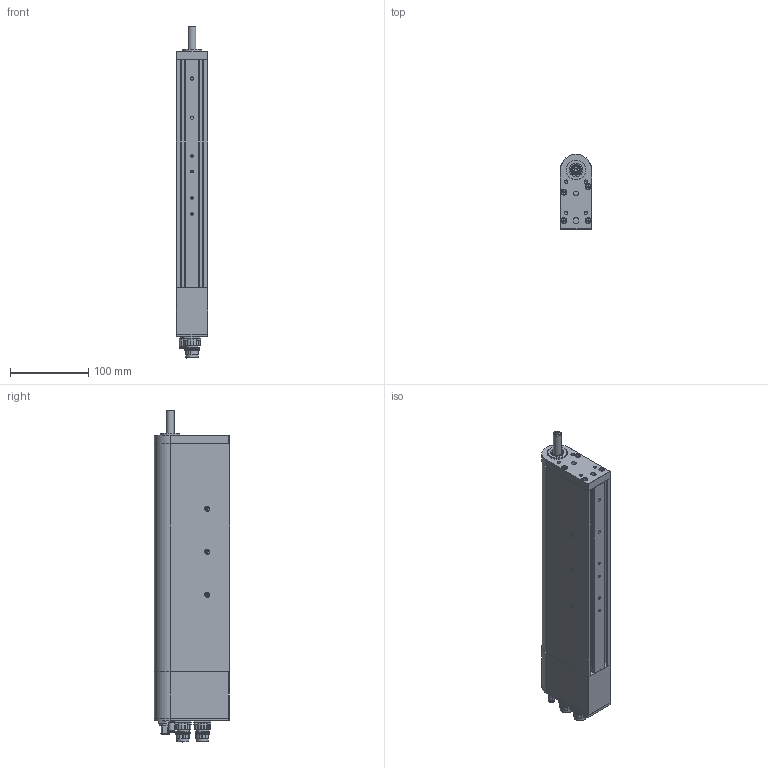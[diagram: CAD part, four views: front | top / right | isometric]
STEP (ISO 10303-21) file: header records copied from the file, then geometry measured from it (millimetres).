
FILE_DESCRIPTION (( 'STEP AP214' ), '1' );
FILE_NAME ('0186-2265_241029_PR02-40x51-R_23x80F-HP-R-70-L_MSxx_TS00_FS03.STEP', '2024-10-29T16:07:37', ( '' ), ( '' ), 'SwSTEP 2.0', 'SolidWorks 2024', '' );
FILE_SCHEMA (( 'AUTOMOTIVE_DESIGN' ));
Length unit declared in the file: millimetre
Products named in the file (3): RS02k-DA295x10_RS01k-DA295; Gehäuse_PR02-40x51-R_23x80F-HP-R-70-L_MSxx_TS00_FS03; 0186-2265_241029_PR02-40x51-R_23x80F-HP-R-70-L_MSxx_TS00_FS03
Assembly tree (2 placements, depth 2):
  0186-2265_241029_PR02-40x51-R_23x80F-HP-R-70-L_MSxx_TS00_FS03
    Gehäuse_PR02-40x51-R_23x80F-HP-R-70-L_MSxx_TS00_FS03
    RS02k-DA295x10_RS01k-DA295
Bounding box: 40 x 96 x 424.35 mm (x, y, z)
Volume: 1331968.6 mm3; surface area: 140896.3 mm2
Topology: 2 solids, 55 shells, 2020 faces, 5236 edges, 3391 vertices
Faces by surface type: plane 873, cylinder 620, bspline 333, cone 181, torus 13
Full cylindrical faces by diameter (mm): 0.8 x8, 1 x8, 1.15 x10, 1.2 x6, 2 x8, 2.5 x2, 2.501 x40, 2.7 x8, 3 x11, 3.1 x6, 3.2 x4, 3.3 x28, 3.4 x3, 4 x6, 4.2 x5, 4.5 x4, 5.5 x7, 6 x1, 7 x4, 7.5 x4, 7.7 x1, 8.3 x1, 10 x1, 10.4 x1, 11 x2, 13 x2, 13.8 x1, 14.2 x2, 14.7 x2, 15.54 x2
Entity records: 84982 total; most frequent: CARTESIAN_POINT 38717, ORIENTED_EDGE 9242, DIRECTION 8243, EDGE_CURVE 4621, VERTEX_POINT 3152, AXIS2_PLACEMENT_3D 3044, EDGE_LOOP 2479, FACE_OUTER_BOUND 2158
